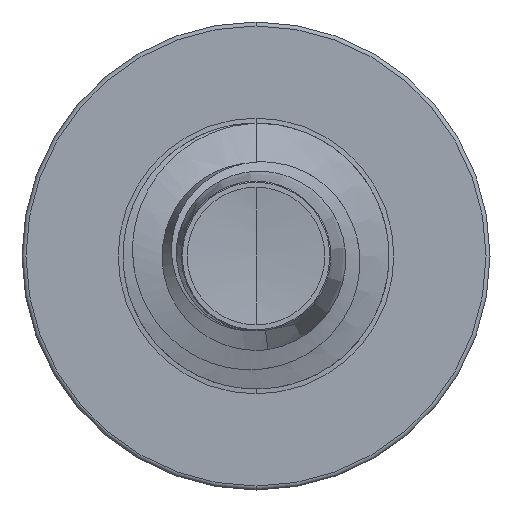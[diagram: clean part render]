
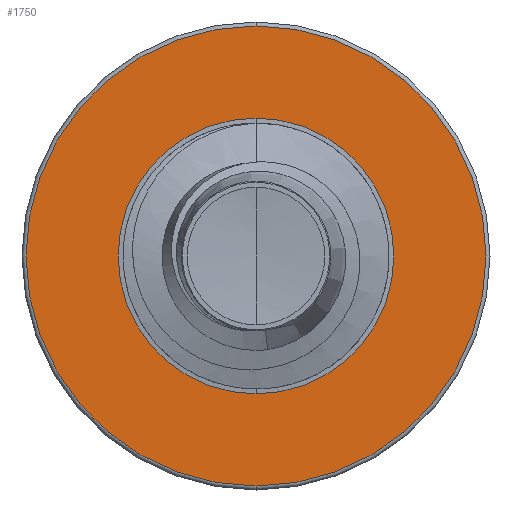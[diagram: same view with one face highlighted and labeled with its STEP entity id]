
A CAD part, front view. The second image highlights one B-rep face of the part: STEP entity #1750.
In plain terms, the highlighted planar face has unit normal (0, -1, 0).
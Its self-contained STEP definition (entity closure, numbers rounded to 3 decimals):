
#108 = AXIS2_PLACEMENT_3D ( 'NONE', #5443, #5429, #5300 ) ;
#114 = ORIENTED_EDGE ( 'NONE', *, *, #4085, .F. ) ;
#119 = CARTESIAN_POINT ( 'NONE',  ( 0., 3., -1.296 ) ) ;
#486 = AXIS2_PLACEMENT_3D ( 'NONE', #1721, #1718, #1713 ) ;
#953 = CARTESIAN_POINT ( 'NONE',  ( 0., 3., 1.296 ) ) ;
#1096 = AXIS2_PLACEMENT_3D ( 'NONE', #4733, #4023, #6413 ) ;
#1713 = DIRECTION ( 'NONE',  ( 0., 0., 1. ) ) ;
#1718 = DIRECTION ( 'NONE',  ( 0., 1., 0. ) ) ;
#1721 = CARTESIAN_POINT ( 'NONE',  ( 0., 3., 0. ) ) ;
#1750 = ADVANCED_FACE ( 'NONE', ( #8764, #10149 ), #4587, .F. ) ;
#2648 = DIRECTION ( 'NONE',  ( 0., 0., 1. ) ) ;
#2665 = DIRECTION ( 'NONE',  ( 0., 1., 0. ) ) ;
#2675 = CARTESIAN_POINT ( 'NONE',  ( 0., 3., 0. ) ) ;
#2970 = ORIENTED_EDGE ( 'NONE', *, *, #3814, .F. ) ;
#3216 = AXIS2_PLACEMENT_3D ( 'NONE', #2675, #2665, #2648 ) ;
#3814 = EDGE_CURVE ( 'NONE', #7333, #6899, #4949, .T. ) ;
#3910 = CIRCLE ( 'NONE', #108, 1.296 ) ;
#4023 = DIRECTION ( 'NONE',  ( 0., 1., 0. ) ) ;
#4085 = EDGE_CURVE ( 'NONE', #6899, #7333, #5917, .T. ) ;
#4125 = EDGE_LOOP ( 'NONE', ( #114, #2970 ) ) ;
#4559 = CARTESIAN_POINT ( 'NONE',  ( 0., 3., -2.162 ) ) ;
#4587 = PLANE ( 'NONE',  #1096 ) ;
#4733 = CARTESIAN_POINT ( 'NONE',  ( 0., 3., -1.296 ) ) ;
#4949 = CIRCLE ( 'NONE', #7978, 2.163 ) ;
#5300 = DIRECTION ( 'NONE',  ( 0., 0., 1. ) ) ;
#5429 = DIRECTION ( 'NONE',  ( 0., 1., 0. ) ) ;
#5443 = CARTESIAN_POINT ( 'NONE',  ( 0., 3., 0. ) ) ;
#5474 = ORIENTED_EDGE ( 'NONE', *, *, #5851, .T. ) ;
#5851 = EDGE_CURVE ( 'NONE', #8218, #8540, #7628, .T. ) ;
#5917 = CIRCLE ( 'NONE', #3216, 2.163 ) ;
#6413 = DIRECTION ( 'NONE',  ( 0., 0., 1. ) ) ;
#6659 = CARTESIAN_POINT ( 'NONE',  ( 0., 3., 2.163 ) ) ;
#6899 = VERTEX_POINT ( 'NONE', #6659 ) ;
#7333 = VERTEX_POINT ( 'NONE', #4559 ) ;
#7481 = ORIENTED_EDGE ( 'NONE', *, *, #8620, .T. ) ;
#7628 = CIRCLE ( 'NONE', #486, 1.296 ) ;
#7978 = AXIS2_PLACEMENT_3D ( 'NONE', #9423, #9412, #9404 ) ;
#8218 = VERTEX_POINT ( 'NONE', #953 ) ;
#8540 = VERTEX_POINT ( 'NONE', #119 ) ;
#8620 = EDGE_CURVE ( 'NONE', #8540, #8218, #3910, .T. ) ;
#8764 = FACE_OUTER_BOUND ( 'NONE', #4125, .T. ) ;
#9069 = EDGE_LOOP ( 'NONE', ( #5474, #7481 ) ) ;
#9404 = DIRECTION ( 'NONE',  ( 0., 0., 1. ) ) ;
#9412 = DIRECTION ( 'NONE',  ( 0., 1., 0. ) ) ;
#9423 = CARTESIAN_POINT ( 'NONE',  ( 0., 3., 0. ) ) ;
#10149 = FACE_BOUND ( 'NONE', #9069, .T. ) ;
